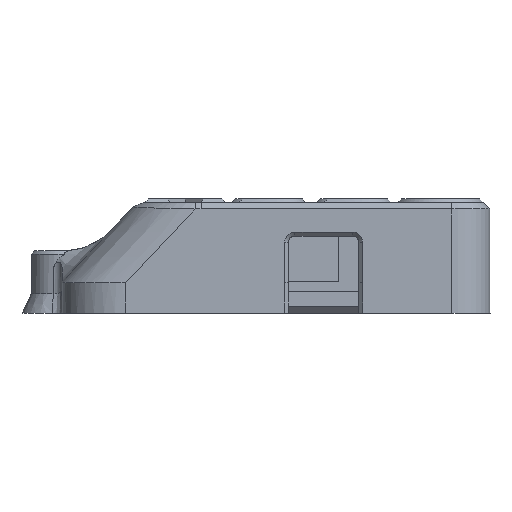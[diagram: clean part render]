
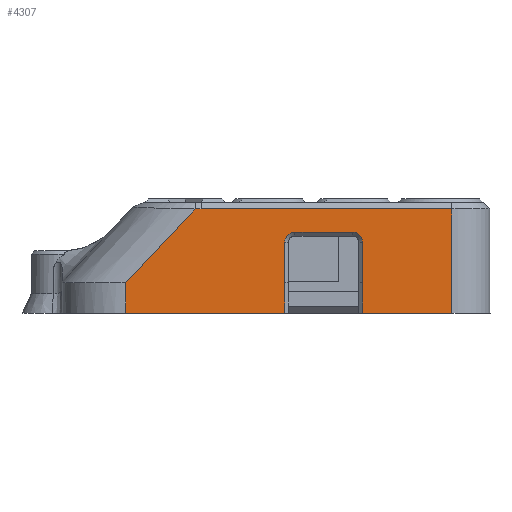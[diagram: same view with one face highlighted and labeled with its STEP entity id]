
A CAD part, front view. The second image highlights one B-rep face of the part: STEP entity #4307.
In plain terms, the highlighted planar face has unit normal (0, -1, 0).
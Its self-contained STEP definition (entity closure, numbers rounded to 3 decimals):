
#396=FACE_OUTER_BOUND('',#669,.T.);
#669=EDGE_LOOP('',(#3721,#3722,#3723,#3724,#3725,#3726,#3727,#3728,#3729,
#3730,#3731,#3732,#3733,#3734));
#843=B_SPLINE_CURVE_WITH_KNOTS('',3,(#9055,#9056,#9057,#9058),
 .UNSPECIFIED.,.F.,.F.,(4,4),(-1.875,-1.246),
 .UNSPECIFIED.);
#844=B_SPLINE_CURVE_WITH_KNOTS('',3,(#9060,#9061,#9062,#9063,#9064,#9065,
#9066),.UNSPECIFIED.,.F.,.F.,(4,3,4),(-0.728,-0.62,
-0.475),.UNSPECIFIED.);
#845=B_SPLINE_CURVE_WITH_KNOTS('',3,(#9068,#9069,#9070,#9071),
 .UNSPECIFIED.,.F.,.F.,(4,4),(-2.471,-1.571),
 .UNSPECIFIED.);
#846=B_SPLINE_CURVE_WITH_KNOTS('',3,(#9073,#9074,#9075,#9076,#9077,#9078,
#9079),.UNSPECIFIED.,.F.,.F.,(4,3,4),(-0.637,-0.493,
-0.385),.UNSPECIFIED.);
#847=B_SPLINE_CURVE_WITH_KNOTS('',3,(#9080,#9081,#9082,#9083),
 .UNSPECIFIED.,.F.,.F.,(4,4),(-0.755,-0.126),
 .UNSPECIFIED.);
#848=B_SPLINE_CURVE_WITH_KNOTS('',3,(#9089,#9090,#9091,#9092),
 .UNSPECIFIED.,.F.,.F.,(4,4),(-3.9,-3.806),
 .UNSPECIFIED.);
#935=LINE('',#5823,#1343);
#938=LINE('',#5881,#1346);
#1189=LINE('',#8214,#1597);
#1225=LINE('',#9052,#1633);
#1226=LINE('',#9085,#1634);
#1227=LINE('',#9087,#1635);
#1228=LINE('',#9094,#1636);
#1229=LINE('',#9095,#1637);
#1343=VECTOR('',#4711,10.);
#1346=VECTOR('',#4722,10.);
#1597=VECTOR('',#5307,10.);
#1633=VECTOR('',#5427,10.);
#1634=VECTOR('',#5430,10.);
#1635=VECTOR('',#5431,10.);
#1636=VECTOR('',#5432,11.687);
#1637=VECTOR('',#5433,10.);
#1767=VERTEX_POINT('',#5820);
#1768=VERTEX_POINT('',#5822);
#1776=VERTEX_POINT('',#5878);
#1777=VERTEX_POINT('',#5880);
#2012=VERTEX_POINT('',#8213);
#2058=VERTEX_POINT('',#9050);
#2059=VERTEX_POINT('',#9054);
#2060=VERTEX_POINT('',#9059);
#2061=VERTEX_POINT('',#9067);
#2062=VERTEX_POINT('',#9072);
#2063=VERTEX_POINT('',#9084);
#2064=VERTEX_POINT('',#9086);
#2065=VERTEX_POINT('',#9088);
#2066=VERTEX_POINT('',#9093);
#2174=EDGE_CURVE('',#1767,#1768,#935,.F.);
#2184=EDGE_CURVE('',#1776,#1777,#938,.F.);
#2549=EDGE_CURVE('',#1777,#2012,#1189,.T.);
#2636=EDGE_CURVE('',#2058,#1767,#1225,.T.);
#2637=EDGE_CURVE('',#2058,#2059,#843,.T.);
#2638=EDGE_CURVE('',#2059,#2060,#844,.T.);
#2639=EDGE_CURVE('',#2060,#2061,#845,.T.);
#2640=EDGE_CURVE('',#2061,#2062,#846,.T.);
#2641=EDGE_CURVE('',#2062,#2012,#847,.T.);
#2642=EDGE_CURVE('',#1776,#2063,#1226,.T.);
#2643=EDGE_CURVE('',#2064,#2063,#1227,.T.);
#2644=EDGE_CURVE('',#2065,#2064,#848,.T.);
#2645=EDGE_CURVE('',#2066,#2065,#1228,.T.);
#2646=EDGE_CURVE('',#1768,#2066,#1229,.T.);
#3721=ORIENTED_EDGE('',*,*,#2174,.F.);
#3722=ORIENTED_EDGE('',*,*,#2636,.F.);
#3723=ORIENTED_EDGE('',*,*,#2637,.T.);
#3724=ORIENTED_EDGE('',*,*,#2638,.T.);
#3725=ORIENTED_EDGE('',*,*,#2639,.T.);
#3726=ORIENTED_EDGE('',*,*,#2640,.T.);
#3727=ORIENTED_EDGE('',*,*,#2641,.T.);
#3728=ORIENTED_EDGE('',*,*,#2549,.F.);
#3729=ORIENTED_EDGE('',*,*,#2184,.F.);
#3730=ORIENTED_EDGE('',*,*,#2642,.T.);
#3731=ORIENTED_EDGE('',*,*,#2643,.F.);
#3732=ORIENTED_EDGE('',*,*,#2644,.F.);
#3733=ORIENTED_EDGE('',*,*,#2645,.F.);
#3734=ORIENTED_EDGE('',*,*,#2646,.F.);
#4093=PLANE('',#4592);
#4307=ADVANCED_FACE('',(#396),#4093,.F.);
#4592=AXIS2_PLACEMENT_3D('',#9053,#5428,#5429);
#4711=DIRECTION('',(1.,0.,0.));
#4722=DIRECTION('',(1.,0.,0.));
#5307=DIRECTION('',(0.,0.,1.));
#5427=DIRECTION('',(0.,0.,-1.));
#5428=DIRECTION('center_axis',(0.,1.,0.));
#5429=DIRECTION('ref_axis',(1.,0.,0.));
#5430=DIRECTION('',(0.,0.,1.));
#5431=DIRECTION('',(1.,0.,0.));
#5432=DIRECTION('',(0.685,0.,0.729));
#5433=DIRECTION('',(0.,0.,1.));
#5820=CARTESIAN_POINT('',(8.067,-45.746,49.986));
#5822=CARTESIAN_POINT('',(-16.794,-45.746,49.986));
#5823=CARTESIAN_POINT('',(7.788,-45.746,49.986));
#5878=CARTESIAN_POINT('',(34.206,-45.746,49.986));
#5880=CARTESIAN_POINT('',(20.267,-45.746,49.986));
#5881=CARTESIAN_POINT('',(7.788,-45.746,49.986));
#8213=CARTESIAN_POINT('',(20.267,-45.746,54.786));
#8214=CARTESIAN_POINT('',(20.267,-45.746,52.486));
#9050=CARTESIAN_POINT('',(8.067,-45.746,54.786));
#9052=CARTESIAN_POINT('',(8.067,-45.746,52.486));
#9053=CARTESIAN_POINT('Origin',(-16.794,-45.746,49.986));
#9054=CARTESIAN_POINT('',(8.067,-45.746,61.076));
#9055=CARTESIAN_POINT('Ctrl Pts',(8.067,-45.746,54.786));
#9056=CARTESIAN_POINT('Ctrl Pts',(8.067,-45.746,56.883));
#9057=CARTESIAN_POINT('Ctrl Pts',(8.067,-45.746,58.98));
#9058=CARTESIAN_POINT('Ctrl Pts',(8.067,-45.746,61.076));
#9059=CARTESIAN_POINT('',(9.667,-45.746,62.676));
#9060=CARTESIAN_POINT('Ctrl Pts',(8.067,-45.746,61.076));
#9061=CARTESIAN_POINT('Ctrl Pts',(8.067,-45.746,61.435));
#9062=CARTESIAN_POINT('Ctrl Pts',(8.193,-45.746,61.795));
#9063=CARTESIAN_POINT('Ctrl Pts',(8.417,-45.746,62.074));
#9064=CARTESIAN_POINT('Ctrl Pts',(8.715,-45.746,62.447));
#9065=CARTESIAN_POINT('Ctrl Pts',(9.189,-45.746,62.676));
#9066=CARTESIAN_POINT('Ctrl Pts',(9.667,-45.746,62.676));
#9067=CARTESIAN_POINT('',(18.667,-45.746,62.676));
#9068=CARTESIAN_POINT('Ctrl Pts',(9.667,-45.746,62.676));
#9069=CARTESIAN_POINT('Ctrl Pts',(12.667,-45.746,62.676));
#9070=CARTESIAN_POINT('Ctrl Pts',(15.667,-45.746,62.676));
#9071=CARTESIAN_POINT('Ctrl Pts',(18.667,-45.746,62.676));
#9072=CARTESIAN_POINT('',(20.267,-45.746,61.076));
#9073=CARTESIAN_POINT('Ctrl Pts',(18.667,-45.746,62.676));
#9074=CARTESIAN_POINT('Ctrl Pts',(19.146,-45.746,62.676));
#9075=CARTESIAN_POINT('Ctrl Pts',(19.62,-45.746,62.447));
#9076=CARTESIAN_POINT('Ctrl Pts',(19.918,-45.746,62.074));
#9077=CARTESIAN_POINT('Ctrl Pts',(20.142,-45.746,61.795));
#9078=CARTESIAN_POINT('Ctrl Pts',(20.267,-45.746,61.435));
#9079=CARTESIAN_POINT('Ctrl Pts',(20.267,-45.746,61.076));
#9080=CARTESIAN_POINT('Ctrl Pts',(20.267,-45.746,61.076));
#9081=CARTESIAN_POINT('Ctrl Pts',(20.267,-45.746,58.98));
#9082=CARTESIAN_POINT('Ctrl Pts',(20.267,-45.746,56.883));
#9083=CARTESIAN_POINT('Ctrl Pts',(20.267,-45.746,54.786));
#9084=CARTESIAN_POINT('',(34.206,-45.746,66.306));
#9085=CARTESIAN_POINT('',(34.206,-45.746,50.786));
#9086=CARTESIAN_POINT('',(-5.038,-45.746,66.306));
#9087=CARTESIAN_POINT('',(-2.85,-45.746,66.306));
#9088=CARTESIAN_POINT('',(-5.976,-45.746,66.307));
#9089=CARTESIAN_POINT('Ctrl Pts',(-5.976,-45.746,66.307));
#9090=CARTESIAN_POINT('Ctrl Pts',(-5.661,-45.746,66.306));
#9091=CARTESIAN_POINT('Ctrl Pts',(-5.35,-45.746,66.306));
#9092=CARTESIAN_POINT('Ctrl Pts',(-5.038,-45.746,66.306));
#9093=CARTESIAN_POINT('',(-16.794,-45.746,54.786));
#9094=CARTESIAN_POINT('',(-16.794,-45.746,54.786));
#9095=CARTESIAN_POINT('',(-16.794,-45.746,50.786));
